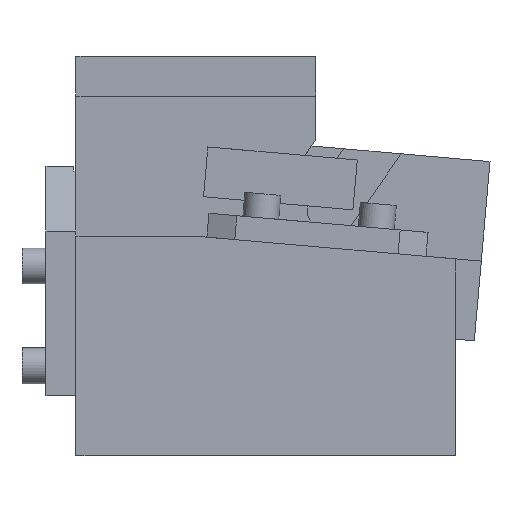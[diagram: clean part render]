
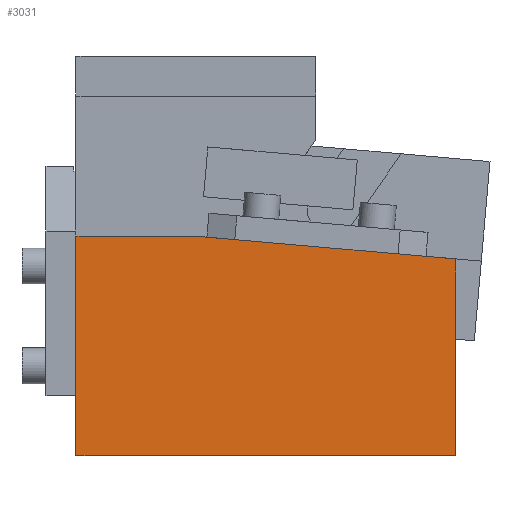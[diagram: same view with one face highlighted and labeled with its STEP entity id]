
A CAD part, front view. The second image highlights one B-rep face of the part: STEP entity #3031.
In plain terms, the highlighted planar face has unit normal (0, -1, 0).
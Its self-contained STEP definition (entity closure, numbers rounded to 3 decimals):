
#2197=CARTESIAN_POINT('Line Origine',(190.,0.,49.265)) ;
#2201=CARTESIAN_POINT('Vertex',(190.,0.,0.)) ;
#2203=CARTESIAN_POINT('Vertex',(190.,0.,98.53)) ;
#2680=CARTESIAN_POINT('Line Origine',(95.,0.,0.)) ;
#2684=CARTESIAN_POINT('Vertex',(0.,0.,0.)) ;
#2893=CARTESIAN_POINT('Vertex',(58.897,0.,110.)) ;
#2921=CARTESIAN_POINT('Vertex',(0.,0.,110.)) ;
#2925=CARTESIAN_POINT('Control Point',(0.,0.,110.)) ;
#2926=CARTESIAN_POINT('Control Point',(11.779,0.,110.)) ;
#2927=CARTESIAN_POINT('Control Point',(23.559,0.,110.)) ;
#2928=CARTESIAN_POINT('Control Point',(35.338,0.,110.)) ;
#2929=CARTESIAN_POINT('Control Point',(47.117,0.,110.)) ;
#2930=CARTESIAN_POINT('Control Point',(58.897,0.,110.)) ;
#2958=CARTESIAN_POINT('Vertex',(161.11,0.,101.057)) ;
#2978=CARTESIAN_POINT('Vertex',(79.422,0.,108.204)) ;
#2982=CARTESIAN_POINT('Control Point',(161.11,0.,101.057)) ;
#2983=CARTESIAN_POINT('Control Point',(144.773,0.,102.487)) ;
#2984=CARTESIAN_POINT('Control Point',(128.435,0.,103.916)) ;
#2985=CARTESIAN_POINT('Control Point',(112.098,0.,105.346)) ;
#2986=CARTESIAN_POINT('Control Point',(95.76,0.,106.775)) ;
#2987=CARTESIAN_POINT('Control Point',(79.422,0.,108.204)) ;
#2996=CARTESIAN_POINT('Axis2P3D Location',(0.,0.,5.)) ;
#3002=CARTESIAN_POINT('Control Point',(0.,0.,110.)) ;
#3003=CARTESIAN_POINT('Control Point',(0.,0.,88.)) ;
#3004=CARTESIAN_POINT('Control Point',(0.,0.,66.)) ;
#3005=CARTESIAN_POINT('Control Point',(0.,0.,44.)) ;
#3006=CARTESIAN_POINT('Control Point',(0.,0.,22.)) ;
#3007=CARTESIAN_POINT('Control Point',(0.,0.,0.)) ;
#3009=CARTESIAN_POINT('Line Origine',(175.555,0.,99.794)) ;
#3015=CARTESIAN_POINT('Control Point',(79.422,0.,108.204)) ;
#3016=CARTESIAN_POINT('Control Point',(75.317,0.,108.563)) ;
#3017=CARTESIAN_POINT('Control Point',(71.212,0.,108.923)) ;
#3018=CARTESIAN_POINT('Control Point',(67.107,0.,109.282)) ;
#3019=CARTESIAN_POINT('Control Point',(63.002,0.,109.641)) ;
#3020=CARTESIAN_POINT('Control Point',(58.897,0.,110.)) ;
#2198=DIRECTION('Vector Direction',(0.,0.,1.)) ;
#2681=DIRECTION('Vector Direction',(-1.,0.,0.)) ;
#2997=DIRECTION('Axis2P3D Direction',(0.,-1.,0.)) ;
#2998=DIRECTION('Axis2P3D XDirection',(1.,0.,0.)) ;
#3010=DIRECTION('Vector Direction',(-0.996,0.,0.087)) ;
#2999=AXIS2_PLACEMENT_3D('Plane Axis2P3D',#2996,#2997,#2998) ;
#3023=ORIENTED_EDGE('',*,*,#2931,.F.) ;
#3024=ORIENTED_EDGE('',*,*,#3008,.T.) ;
#3025=ORIENTED_EDGE('',*,*,#2686,.F.) ;
#3026=ORIENTED_EDGE('',*,*,#2205,.T.) ;
#3027=ORIENTED_EDGE('',*,*,#3013,.T.) ;
#3028=ORIENTED_EDGE('',*,*,#2988,.T.) ;
#3029=ORIENTED_EDGE('',*,*,#3021,.T.) ;
#2199=VECTOR('Line Direction',#2198,1.) ;
#2682=VECTOR('Line Direction',#2681,1.) ;
#3011=VECTOR('Line Direction',#3010,1.) ;
#3031=ADVANCED_FACE('CAM HOLDER',(#3030),#3000,.T.) ;
#2924=B_SPLINE_CURVE_WITH_KNOTS('',5,(#2925,#2926,#2927,#2928,#2929,#2930),.UNSPECIFIED.,.F.,.U.,(6,6),(0.,58.897),.UNSPECIFIED.) ;
#2981=B_SPLINE_CURVE_WITH_KNOTS('',5,(#2982,#2983,#2984,#2985,#2986,#2987),.UNSPECIFIED.,.F.,.U.,(6,6),(0.,82.),.UNSPECIFIED.) ;
#3001=B_SPLINE_CURVE_WITH_KNOTS('',5,(#3002,#3003,#3004,#3005,#3006,#3007),.UNSPECIFIED.,.F.,.U.,(6,6),(0.,110.),.UNSPECIFIED.) ;
#3014=B_SPLINE_CURVE_WITH_KNOTS('',5,(#3015,#3016,#3017,#3018,#3019,#3020),.UNSPECIFIED.,.F.,.U.,(6,6),(0.,20.604),.UNSPECIFIED.) ;
#2205=EDGE_CURVE('',#2202,#2204,#2200,.T.) ;
#2686=EDGE_CURVE('',#2202,#2685,#2683,.T.) ;
#2931=EDGE_CURVE('',#2922,#2894,#2924,.T.) ;
#2988=EDGE_CURVE('',#2959,#2979,#2981,.T.) ;
#3008=EDGE_CURVE('',#2922,#2685,#3001,.T.) ;
#3013=EDGE_CURVE('',#2204,#2959,#3012,.T.) ;
#3021=EDGE_CURVE('',#2979,#2894,#3014,.T.) ;
#3022=EDGE_LOOP('',(#3023,#3024,#3025,#3026,#3027,#3028,#3029)) ;
#3030=FACE_OUTER_BOUND('',#3022,.T.) ;
#2200=LINE('Line',#2197,#2199) ;
#2683=LINE('Line',#2680,#2682) ;
#3012=LINE('Line',#3009,#3011) ;
#3000=PLANE('Plane',#2999) ;
#2202=VERTEX_POINT('',#2201) ;
#2204=VERTEX_POINT('',#2203) ;
#2685=VERTEX_POINT('',#2684) ;
#2894=VERTEX_POINT('',#2893) ;
#2922=VERTEX_POINT('',#2921) ;
#2959=VERTEX_POINT('',#2958) ;
#2979=VERTEX_POINT('',#2978) ;
